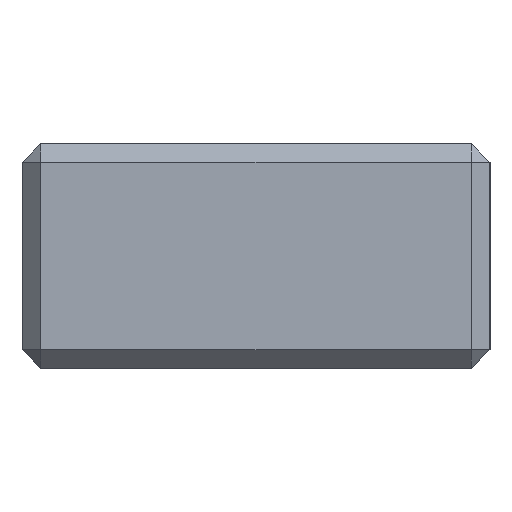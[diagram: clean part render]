
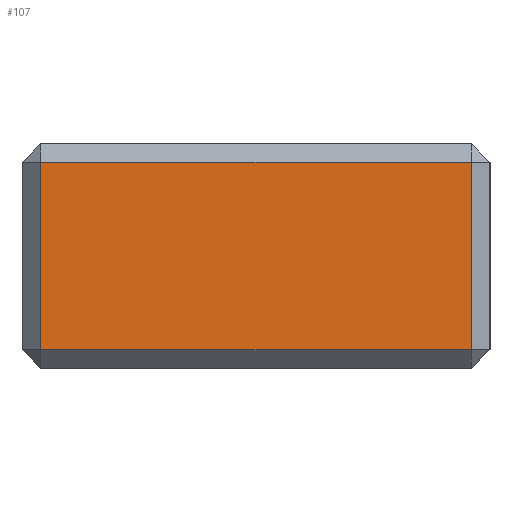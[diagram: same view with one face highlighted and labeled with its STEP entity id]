
A CAD part, left-side view. The second image highlights one B-rep face of the part: STEP entity #107.
In plain terms, the highlighted planar face has unit normal (-1, 0, 0).
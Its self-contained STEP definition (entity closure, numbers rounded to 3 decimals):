
#107=ADVANCED_FACE('',(#222),#223,.T.);
#222=FACE_OUTER_BOUND('',#342,.T.);
#223=PLANE('',#343);
#342=EDGE_LOOP('',(#571,#572,#573,#574));
#343=AXIS2_PLACEMENT_3D('',#575,#576,#577);
#571=ORIENTED_EDGE('',*,*,#771,.F.);
#572=ORIENTED_EDGE('',*,*,#723,.F.);
#573=ORIENTED_EDGE('',*,*,#703,.F.);
#574=ORIENTED_EDGE('',*,*,#759,.F.);
#575=CARTESIAN_POINT('',(-100.0,245.0,12.0));
#576=DIRECTION('',(-1.0,0.0,0.0));
#577=DIRECTION('',(0.0,0.0,1.0));
#703=EDGE_CURVE('',#816,#829,#833,.T.);
#723=EDGE_CURVE('',#829,#857,#860,.T.);
#759=EDGE_CURVE('',#850,#816,#912,.T.);
#771=EDGE_CURVE('',#857,#850,#926,.T.);
#816=VERTEX_POINT('',#980);
#829=VERTEX_POINT('',#999);
#833=LINE('',#1005,#1006);
#850=VERTEX_POINT('',#1027);
#857=VERTEX_POINT('',#1038);
#860=LINE('',#1043,#1044);
#912=LINE('',#1114,#1115);
#926=LINE('',#1134,#1135);
#980=CARTESIAN_POINT('',(-100.0,246.0,1.0));
#999=CARTESIAN_POINT('',(-100.0,269.0,1.0));
#1005=CARTESIAN_POINT('',(-100.0,257.5,1.0));
#1006=VECTOR('',#1181,1.0);
#1027=CARTESIAN_POINT('',(-100.0,246.0,11.0));
#1038=CARTESIAN_POINT('',(-100.0,269.0,11.0));
#1043=CARTESIAN_POINT('',(-100.0,269.0,12.0));
#1044=VECTOR('',#1204,1.0);
#1114=CARTESIAN_POINT('',(-100.0,246.0,12.0));
#1115=VECTOR('',#1244,1.0);
#1134=CARTESIAN_POINT('',(-100.0,245.0,11.0));
#1135=VECTOR('',#1256,1.0);
#1181=DIRECTION('',(0.0,1.0,0.0));
#1204=DIRECTION('',(0.0,0.0,1.0));
#1244=DIRECTION('',(0.0,0.0,-1.0));
#1256=DIRECTION('',(0.0,-1.0,0.0));
